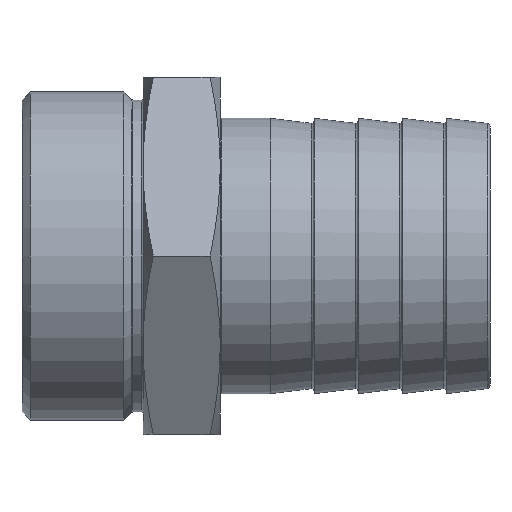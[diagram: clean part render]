
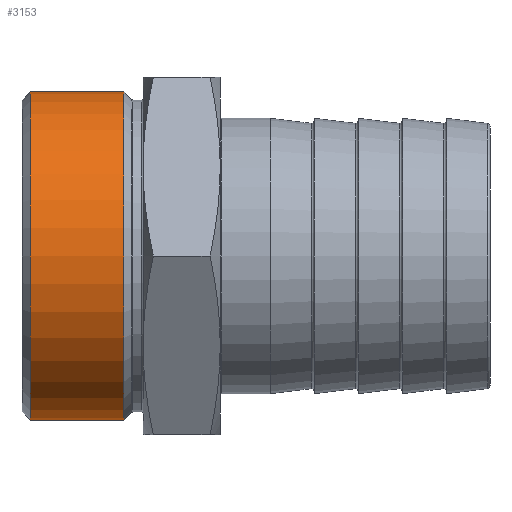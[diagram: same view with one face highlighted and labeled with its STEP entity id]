
A CAD part, front view. The second image highlights one B-rep face of the part: STEP entity #3153.
In plain terms, the highlighted cylindrical face has radius 29.805 mm (diameter 59.61 mm), a partial arc.
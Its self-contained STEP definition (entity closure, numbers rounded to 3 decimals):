
#182 = EDGE_CURVE ( 'NONE', #1616, #9433, #8882, .T. ) ;
#608 = VECTOR ( 'NONE', #8675, 1000. ) ;
#626 = AXIS2_PLACEMENT_3D ( 'NONE', #15759, #906, #14665 ) ;
#906 = DIRECTION ( 'NONE',  ( 1., 0., 0. ) ) ;
#1179 = CIRCLE ( 'NONE', #14235, 29.805 ) ;
#1616 = VERTEX_POINT ( 'NONE', #9131 ) ;
#2175 = EDGE_LOOP ( 'NONE', ( #11657, #9453, #2973, #8647 ) ) ;
#2973 = ORIENTED_EDGE ( 'NONE', *, *, #13534, .T. ) ;
#3153 = ADVANCED_FACE ( 'NONE', ( #14602 ), #8419, .T. ) ;
#3512 = DIRECTION ( 'NONE',  ( 1., 0., 0. ) ) ;
#4527 = AXIS2_PLACEMENT_3D ( 'NONE', #14732, #3512, #9600 ) ;
#5307 = CARTESIAN_POINT ( 'NONE',  ( -83.52, 0., -29.805 ) ) ;
#5698 = DIRECTION ( 'NONE',  ( 1., 0., 0. ) ) ;
#5707 = DIRECTION ( 'NONE',  ( 1., 0., 0. ) ) ;
#5801 = CARTESIAN_POINT ( 'NONE',  ( -66.48, 0., -29.805 ) ) ;
#7350 = VERTEX_POINT ( 'NONE', #14569 ) ;
#8239 = DIRECTION ( 'NONE',  ( 0., 0., -1. ) ) ;
#8419 = CYLINDRICAL_SURFACE ( 'NONE', #4527, 29.805 ) ;
#8647 = ORIENTED_EDGE ( 'NONE', *, *, #15070, .F. ) ;
#8675 = DIRECTION ( 'NONE',  ( 1., 0., 0. ) ) ;
#8721 = LINE ( 'NONE', #8730, #608 ) ;
#8730 = CARTESIAN_POINT ( 'NONE',  ( 0., 0., 29.805 ) ) ;
#8733 = VECTOR ( 'NONE', #5707, 1000. ) ;
#8882 = CIRCLE ( 'NONE', #626, 29.805 ) ;
#9131 = CARTESIAN_POINT ( 'NONE',  ( -83.52, 0., 29.805 ) ) ;
#9374 = CARTESIAN_POINT ( 'NONE',  ( 0., 0., -29.805 ) ) ;
#9433 = VERTEX_POINT ( 'NONE', #5307 ) ;
#9453 = ORIENTED_EDGE ( 'NONE', *, *, #182, .T. ) ;
#9600 = DIRECTION ( 'NONE',  ( 0., 0., -1. ) ) ;
#9898 = VERTEX_POINT ( 'NONE', #5801 ) ;
#9961 = CARTESIAN_POINT ( 'NONE',  ( -66.48, 0., 0. ) ) ;
#11657 = ORIENTED_EDGE ( 'NONE', *, *, #14459, .F. ) ;
#12242 = LINE ( 'NONE', #9374, #8733 ) ;
#13534 = EDGE_CURVE ( 'NONE', #9433, #9898, #12242, .T. ) ;
#14235 = AXIS2_PLACEMENT_3D ( 'NONE', #9961, #5698, #8239 ) ;
#14459 = EDGE_CURVE ( 'NONE', #1616, #7350, #8721, .T. ) ;
#14569 = CARTESIAN_POINT ( 'NONE',  ( -66.48, 0., 29.805 ) ) ;
#14602 = FACE_OUTER_BOUND ( 'NONE', #2175, .T. ) ;
#14665 = DIRECTION ( 'NONE',  ( 0., 0., -1. ) ) ;
#14732 = CARTESIAN_POINT ( 'NONE',  ( 0., 0., 0. ) ) ;
#15070 = EDGE_CURVE ( 'NONE', #7350, #9898, #1179, .T. ) ;
#15759 = CARTESIAN_POINT ( 'NONE',  ( -83.52, 0., 0. ) ) ;
